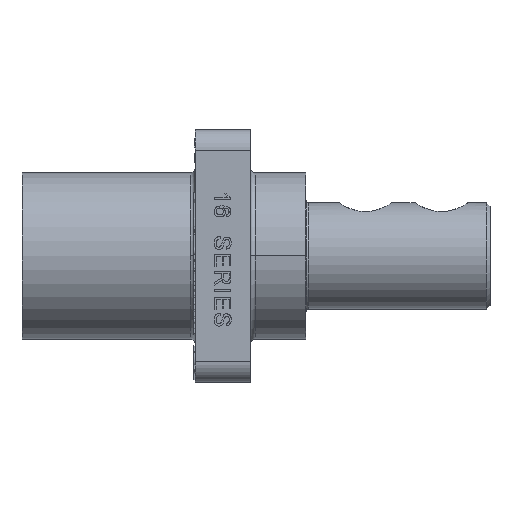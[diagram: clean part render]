
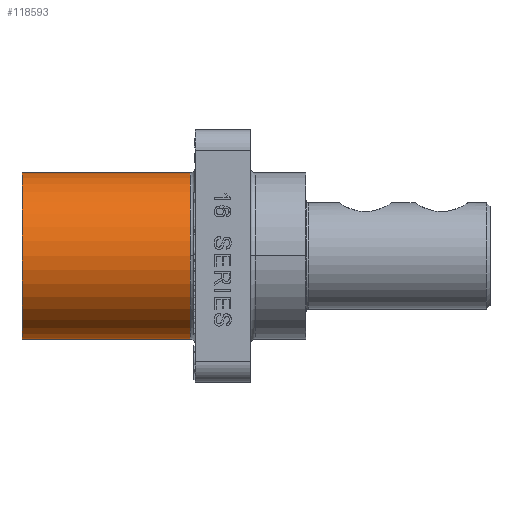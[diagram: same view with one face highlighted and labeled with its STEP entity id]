
A CAD part, top view. The second image highlights one B-rep face of the part: STEP entity #118593.
In plain terms, the highlighted cylindrical face has radius 19.05 mm (diameter 38.1 mm), a partial arc.
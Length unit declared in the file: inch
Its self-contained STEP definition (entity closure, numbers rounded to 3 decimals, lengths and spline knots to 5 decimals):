
#1308 = EDGE_CURVE ( 'NONE', #113317, #106473, #28928, .T. ) ;
#2735 = DIRECTION ( 'NONE',  ( 0., -1., 0. ) ) ;
#3667 = CARTESIAN_POINT ( 'NONE',  ( -2.22037, -0.55585, -0.18197 ) ) ;
#3878 = ORIENTED_EDGE ( 'NONE', *, *, #79850, .T. ) ;
#4881 = CARTESIAN_POINT ( 'NONE',  ( -0.70037, 0.19415, 0.56803 ) ) ;
#8218 = CARTESIAN_POINT ( 'NONE',  ( -2.22037, 0.19415, -0.18197 ) ) ;
#9516 = CARTESIAN_POINT ( 'NONE',  ( -2.22037, 0.94415, -0.18197 ) ) ;
#9617 = VECTOR ( 'NONE', #40232, 39.37008 ) ;
#10281 = ORIENTED_EDGE ( 'NONE', *, *, #107488, .T. ) ;
#12774 = CIRCLE ( 'NONE', #83596, 0.75 ) ;
#15806 = CARTESIAN_POINT ( 'NONE',  ( -0.70037, 0.19415, -0.18197 ) ) ;
#16693 = CARTESIAN_POINT ( 'NONE',  ( -0.70037, 0.19415, -0.18197 ) ) ;
#16924 = AXIS2_PLACEMENT_3D ( 'NONE', #16693, #79585, #107755 ) ;
#21341 = CYLINDRICAL_SURFACE ( 'NONE', #33052, 0.75 ) ;
#21928 = DIRECTION ( 'NONE',  ( -1., 0., 0. ) ) ;
#28928 = LINE ( 'NONE', #3667, #9617 ) ;
#33052 = AXIS2_PLACEMENT_3D ( 'NONE', #58455, #21928, #2735 ) ;
#37275 = AXIS2_PLACEMENT_3D ( 'NONE', #8218, #116686, #61573 ) ;
#40232 = DIRECTION ( 'NONE',  ( -1., 0., 0. ) ) ;
#40486 = FACE_OUTER_BOUND ( 'NONE', #118232, .T. ) ;
#46083 = DIRECTION ( 'NONE',  ( -1., 0., 0. ) ) ;
#48674 = VERTEX_POINT ( 'NONE', #4881 ) ;
#48715 = VECTOR ( 'NONE', #46083, 39.37008 ) ;
#51055 = ORIENTED_EDGE ( 'NONE', *, *, #1308, .F. ) ;
#56251 = LINE ( 'NONE', #9516, #48715 ) ;
#58455 = CARTESIAN_POINT ( 'NONE',  ( -2.22037, 0.19415, -0.18197 ) ) ;
#61573 = DIRECTION ( 'NONE',  ( 0., -1., 0. ) ) ;
#65728 = CARTESIAN_POINT ( 'NONE',  ( -2.22037, 0.94415, -0.18197 ) ) ;
#66019 = CIRCLE ( 'NONE', #37275, 0.75 ) ;
#72895 = EDGE_CURVE ( 'NONE', #106473, #73185, #66019, .T. ) ;
#73185 = VERTEX_POINT ( 'NONE', #65728 ) ;
#75440 = CARTESIAN_POINT ( 'NONE',  ( -2.22037, -0.55585, -0.18197 ) ) ;
#79585 = DIRECTION ( 'NONE',  ( -1., 0., 0. ) ) ;
#79850 = EDGE_CURVE ( 'NONE', #113317, #48674, #12774, .T. ) ;
#83596 = AXIS2_PLACEMENT_3D ( 'NONE', #15806, #105689, #95509 ) ;
#85736 = EDGE_CURVE ( 'NONE', #91544, #73185, #56251, .T. ) ;
#87212 = ORIENTED_EDGE ( 'NONE', *, *, #72895, .F. ) ;
#91544 = VERTEX_POINT ( 'NONE', #102451 ) ;
#95509 = DIRECTION ( 'NONE',  ( 0., 0., -1. ) ) ;
#97350 = ORIENTED_EDGE ( 'NONE', *, *, #85736, .T. ) ;
#102451 = CARTESIAN_POINT ( 'NONE',  ( -0.70037, 0.94415, -0.18197 ) ) ;
#104898 = CIRCLE ( 'NONE', #16924, 0.75 ) ;
#105689 = DIRECTION ( 'NONE',  ( -1., 0., 0. ) ) ;
#106473 = VERTEX_POINT ( 'NONE', #75440 ) ;
#107488 = EDGE_CURVE ( 'NONE', #48674, #91544, #104898, .T. ) ;
#107755 = DIRECTION ( 'NONE',  ( 0., 0., -1. ) ) ;
#112558 = CARTESIAN_POINT ( 'NONE',  ( -0.70037, -0.55585, -0.18197 ) ) ;
#113317 = VERTEX_POINT ( 'NONE', #112558 ) ;
#116686 = DIRECTION ( 'NONE',  ( -1., 0., 0. ) ) ;
#118232 = EDGE_LOOP ( 'NONE', ( #3878, #10281, #97350, #87212, #51055 ) ) ;
#118593 = ADVANCED_FACE ( 'NONE', ( #40486 ), #21341, .T. ) ;
